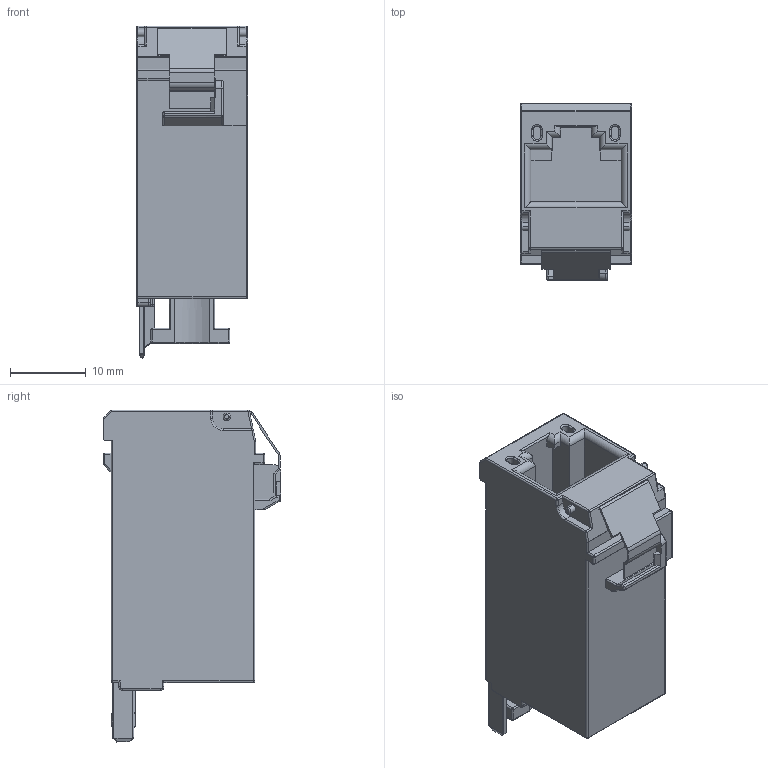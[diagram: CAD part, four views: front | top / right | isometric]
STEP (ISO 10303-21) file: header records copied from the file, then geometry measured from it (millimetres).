
FILE_DESCRIPTION(('CATIA V5 STEP Exchange','CAx-IF Rec.Pracs.--- Model Styling and Organization---1.4--- 2014-01-23'),'2;1');
FILE_NAME ('032604-3_0', '2020-08-07T07:56:30+00:00', ('none'), ('Weidmueller'), 'CATIA Version 5-6 Release 2016 SP3 HF44', 'CATIA V5 STEP AP214', 'none');
FILE_SCHEMA(('AUTOMOTIVE_DESIGN { 1 0 10303 214 1 1 1 1 }'));
Length unit declared in the file: millimetre
Products named in the file (1): 8808330000
Bounding box: 14.7 x 23.4 x 43.86 mm (x, y, z)
Volume: 7901.3 mm3; surface area: 4541.8 mm2
Topology: 1 solids, 1 shells, 334 faces, 817 edges, 490 vertices
Faces by surface type: cylinder 149, plane 119, sphere 38, torus 26, bspline 2
Entity records: 10193 total; most frequent: CARTESIAN_POINT 2657, ORIENTED_EDGE 1634, DIRECTION 1366, EDGE_CURVE 817, AXIS2_PLACEMENT_3D 557, VERTEX_POINT 490, VECTOR 479, LINE 479
